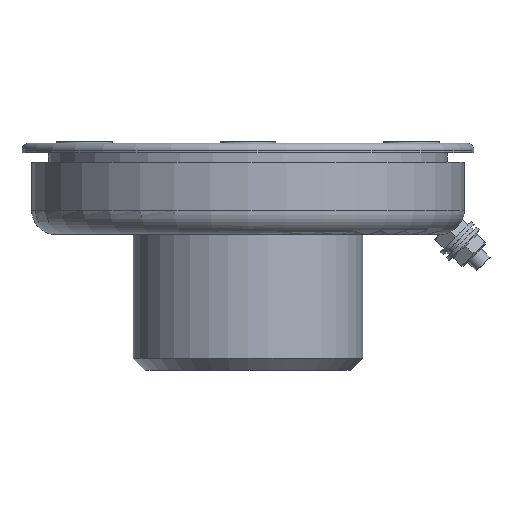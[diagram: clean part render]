
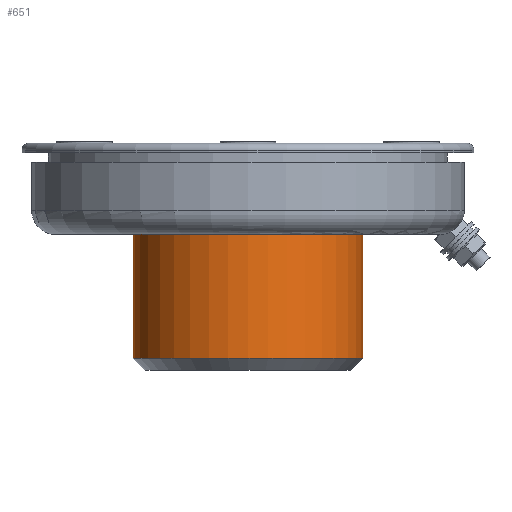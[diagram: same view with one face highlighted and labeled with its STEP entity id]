
A CAD part, left-side view. The second image highlights one B-rep face of the part: STEP entity #651.
In plain terms, the highlighted cylindrical face has radius 23.901 mm (diameter 47.803 mm), a partial arc.
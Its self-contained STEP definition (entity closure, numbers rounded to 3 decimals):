
#49 = AXIS2_PLACEMENT_3D ( 'NONE', #3505, #3787, #3436 ) ;
#68 = CARTESIAN_POINT ( 'NONE',  ( -0.037, -10.174, -40.75 ) ) ;
#208 = CARTESIAN_POINT ( 'NONE',  ( -0.037, 37.629, -27.75 ) ) ;
#238 = ORIENTED_EDGE ( 'NONE', *, *, #1583, .F. ) ;
#534 = AXIS2_PLACEMENT_3D ( 'NONE', #623, #1047, #2486 ) ;
#623 = CARTESIAN_POINT ( 'NONE',  ( -0.075, 13.728, -40.75 ) ) ;
#651 = ADVANCED_FACE ( 'NONE', ( #3604 ), #3937, .T. ) ;
#704 = CARTESIAN_POINT ( 'NONE',  ( -0.075, 13.728, -13.25 ) ) ;
#968 = VERTEX_POINT ( 'NONE', #3370 ) ;
#1047 = DIRECTION ( 'NONE',  ( 0., 0., 1. ) ) ;
#1098 = EDGE_CURVE ( 'NONE', #3422, #3462, #4076, .T. ) ;
#1150 = VECTOR ( 'NONE', #4469, 1000. ) ;
#1169 = ORIENTED_EDGE ( 'NONE', *, *, #4187, .T. ) ;
#1226 = ORIENTED_EDGE ( 'NONE', *, *, #1098, .F. ) ;
#1410 = LINE ( 'NONE', #3629, #3399 ) ;
#1504 = DIRECTION ( 'NONE',  ( 0., 0., -1. ) ) ;
#1583 = EDGE_CURVE ( 'NONE', #3462, #4246, #1410, .T. ) ;
#2144 = DIRECTION ( 'NONE',  ( 0., 0., 1. ) ) ;
#2270 = LINE ( 'NONE', #208, #1150 ) ;
#2452 = AXIS2_PLACEMENT_3D ( 'NONE', #704, #2144, #3249 ) ;
#2486 = DIRECTION ( 'NONE',  ( 1., 0., 0. ) ) ;
#3054 = CARTESIAN_POINT ( 'NONE',  ( -0.037, 37.629, -15. ) ) ;
#3249 = DIRECTION ( 'NONE',  ( 1., 0., 0. ) ) ;
#3370 = CARTESIAN_POINT ( 'NONE',  ( -0.037, 37.629, -40.75 ) ) ;
#3371 = EDGE_CURVE ( 'NONE', #968, #3422, #2270, .T. ) ;
#3399 = VECTOR ( 'NONE', #1504, 1000. ) ;
#3422 = VERTEX_POINT ( 'NONE', #3054 ) ;
#3436 = DIRECTION ( 'NONE',  ( -1., 0., 0. ) ) ;
#3462 = VERTEX_POINT ( 'NONE', #4565 ) ;
#3505 = CARTESIAN_POINT ( 'NONE',  ( -0.075, 13.728, -15. ) ) ;
#3604 = FACE_OUTER_BOUND ( 'NONE', #4348, .T. ) ;
#3629 = CARTESIAN_POINT ( 'NONE',  ( -0.037, -10.174, -27.75 ) ) ;
#3787 = DIRECTION ( 'NONE',  ( 0., 0., 1. ) ) ;
#3937 = CYLINDRICAL_SURFACE ( 'NONE', #2452, 23.901 ) ;
#4076 = CIRCLE ( 'NONE', #49, 23.901 ) ;
#4139 = ORIENTED_EDGE ( 'NONE', *, *, #3371, .F. ) ;
#4187 = EDGE_CURVE ( 'NONE', #968, #4246, #4484, .T. ) ;
#4246 = VERTEX_POINT ( 'NONE', #68 ) ;
#4348 = EDGE_LOOP ( 'NONE', ( #4139, #1169, #238, #1226 ) ) ;
#4469 = DIRECTION ( 'NONE',  ( 0., 0., 1. ) ) ;
#4484 = CIRCLE ( 'NONE', #534, 23.901 ) ;
#4565 = CARTESIAN_POINT ( 'NONE',  ( -0.037, -10.174, -15. ) ) ;
